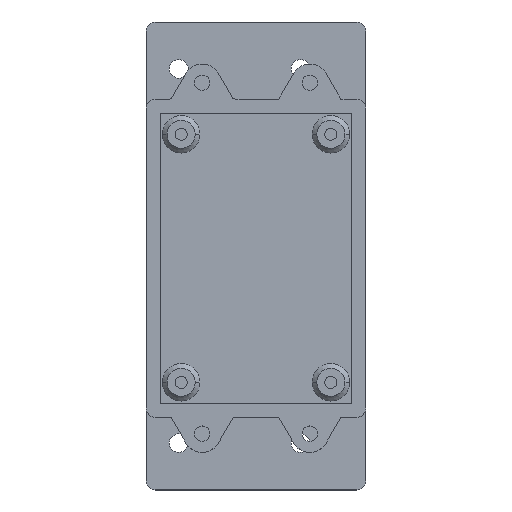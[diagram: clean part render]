
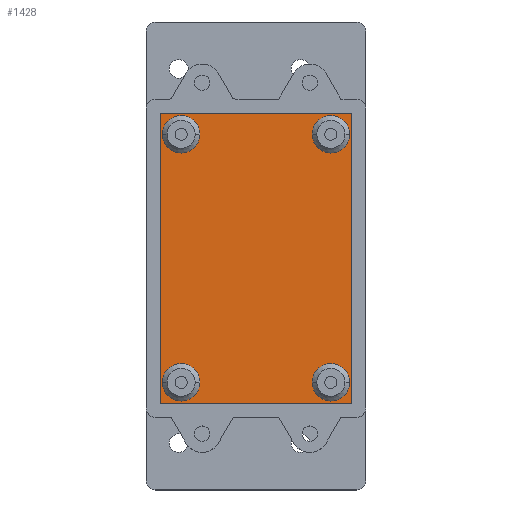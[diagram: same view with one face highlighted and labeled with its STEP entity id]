
A CAD part, top view. The second image highlights one B-rep face of the part: STEP entity #1428.
In plain terms, the highlighted planar face has unit normal (0, 0, 1).
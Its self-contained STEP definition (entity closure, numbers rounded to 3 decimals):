
#10 = VERTEX_POINT ( 'NONE', #1755 ) ;
#79 = ORIENTED_EDGE ( 'NONE', *, *, #1881, .T. ) ;
#110 = AXIS2_PLACEMENT_3D ( 'NONE', #152, #2364, #1859 ) ;
#117 = DIRECTION ( 'NONE',  ( -1., 0., 0. ) ) ;
#137 = ORIENTED_EDGE ( 'NONE', *, *, #1467, .T. ) ;
#152 = CARTESIAN_POINT ( 'NONE',  ( 19.5, 26.003, 2. ) ) ;
#228 = ORIENTED_EDGE ( 'NONE', *, *, #406, .T. ) ;
#296 = DIRECTION ( 'NONE',  ( -1., 0., 0. ) ) ;
#313 = CARTESIAN_POINT ( 'NONE',  ( -17., -31.497, 2. ) ) ;
#316 = AXIS2_PLACEMENT_3D ( 'NONE', #2331, #2398, #1771 ) ;
#326 = AXIS2_PLACEMENT_3D ( 'NONE', #2888, #388, #672 ) ;
#329 = EDGE_CURVE ( 'NONE', #2817, #999, #1600, .T. ) ;
#330 = CARTESIAN_POINT ( 'NONE',  ( -17., -31.497, 2. ) ) ;
#334 = LINE ( 'NONE', #313, #1542 ) ;
#349 = EDGE_CURVE ( 'NONE', #1460, #1667, #1901, .T. ) ;
#381 = DIRECTION ( 'NONE',  ( 0., 0., -1. ) ) ;
#388 = DIRECTION ( 'NONE',  ( 0., 0., -1. ) ) ;
#390 = FACE_BOUND ( 'NONE', #827, .T. ) ;
#406 = EDGE_CURVE ( 'NONE', #744, #3419, #1481, .T. ) ;
#423 = VERTEX_POINT ( 'NONE', #330 ) ;
#454 = EDGE_CURVE ( 'NONE', #1213, #10, #721, .T. ) ;
#458 = ORIENTED_EDGE ( 'NONE', *, *, #454, .T. ) ;
#501 = AXIS2_PLACEMENT_3D ( 'NONE', #3481, #3208, #117 ) ;
#520 = DIRECTION ( 'NONE',  ( -1., 0., 0. ) ) ;
#521 = EDGE_CURVE ( 'NONE', #1667, #1460, #3288, .T. ) ;
#595 = FACE_BOUND ( 'NONE', #2322, .T. ) ;
#654 = DIRECTION ( 'NONE',  ( 0., 1., 0. ) ) ;
#656 = FACE_BOUND ( 'NONE', #1512, .T. ) ;
#672 = DIRECTION ( 'NONE',  ( -1., 0., 0. ) ) ;
#680 = VERTEX_POINT ( 'NONE', #3283 ) ;
#721 = CIRCLE ( 'NONE', #1191, 4. ) ;
#723 = DIRECTION ( 'NONE',  ( -1., 0., 0. ) ) ;
#744 = VERTEX_POINT ( 'NONE', #1894 ) ;
#747 = ORIENTED_EDGE ( 'NONE', *, *, #3355, .T. ) ;
#770 = CARTESIAN_POINT ( 'NONE',  ( -12.5, -26.997, 2. ) ) ;
#776 = EDGE_CURVE ( 'NONE', #2372, #797, #2768, .T. ) ;
#797 = VERTEX_POINT ( 'NONE', #2510 ) ;
#827 = EDGE_LOOP ( 'NONE', ( #2543, #1488 ) ) ;
#861 = PLANE ( 'NONE',  #316 ) ;
#866 = AXIS2_PLACEMENT_3D ( 'NONE', #1967, #1649, #520 ) ;
#913 = CARTESIAN_POINT ( 'NONE',  ( 24., 30.503, 2. ) ) ;
#973 = VECTOR ( 'NONE', #654, 1000. ) ;
#999 = VERTEX_POINT ( 'NONE', #2287 ) ;
#1014 = DIRECTION ( 'NONE',  ( 0., 0., -1. ) ) ;
#1088 = EDGE_LOOP ( 'NONE', ( #3580, #79 ) ) ;
#1105 = ORIENTED_EDGE ( 'NONE', *, *, #521, .T. ) ;
#1187 = DIRECTION ( 'NONE',  ( 1., 0., 0. ) ) ;
#1189 = CARTESIAN_POINT ( 'NONE',  ( -16.5, -26.997, 2. ) ) ;
#1191 = AXIS2_PLACEMENT_3D ( 'NONE', #3575, #1014, #723 ) ;
#1213 = VERTEX_POINT ( 'NONE', #1589 ) ;
#1296 = CIRCLE ( 'NONE', #2779, 4. ) ;
#1321 = EDGE_CURVE ( 'NONE', #10, #1213, #2141, .T. ) ;
#1382 = EDGE_CURVE ( 'NONE', #680, #423, #3120, .T. ) ;
#1428 = ADVANCED_FACE ( 'NONE', ( #1735, #390, #656, #595, #2876 ), #861, .F. ) ;
#1460 = VERTEX_POINT ( 'NONE', #2674 ) ;
#1467 = EDGE_CURVE ( 'NONE', #423, #744, #334, .T. ) ;
#1476 = ORIENTED_EDGE ( 'NONE', *, *, #349, .T. ) ;
#1478 = CARTESIAN_POINT ( 'NONE',  ( 15.5, -26.997, 2. ) ) ;
#1481 = LINE ( 'NONE', #913, #973 ) ;
#1485 = CARTESIAN_POINT ( 'NONE',  ( -17., 30.503, 2. ) ) ;
#1488 = ORIENTED_EDGE ( 'NONE', *, *, #2134, .T. ) ;
#1512 = EDGE_LOOP ( 'NONE', ( #2244, #458 ) ) ;
#1542 = VECTOR ( 'NONE', #1187, 1000. ) ;
#1589 = CARTESIAN_POINT ( 'NONE',  ( -8.5, 26.003, 2. ) ) ;
#1600 = CIRCLE ( 'NONE', #501, 4. ) ;
#1608 = CARTESIAN_POINT ( 'NONE',  ( -12.5, 26.003, 2. ) ) ;
#1612 = DIRECTION ( 'NONE',  ( -1., 0., 0. ) ) ;
#1649 = DIRECTION ( 'NONE',  ( 0., 0., -1. ) ) ;
#1667 = VERTEX_POINT ( 'NONE', #2029 ) ;
#1735 = FACE_BOUND ( 'NONE', #1088, .T. ) ;
#1755 = CARTESIAN_POINT ( 'NONE',  ( -16.5, 26.003, 2. ) ) ;
#1771 = DIRECTION ( 'NONE',  ( -1., 0., 0. ) ) ;
#1848 = CARTESIAN_POINT ( 'NONE',  ( -17., 30.503, 2. ) ) ;
#1859 = DIRECTION ( 'NONE',  ( -1., 0., 0. ) ) ;
#1867 = DIRECTION ( 'NONE',  ( -1., 0., 0. ) ) ;
#1881 = EDGE_CURVE ( 'NONE', #999, #2817, #1296, .T. ) ;
#1894 = CARTESIAN_POINT ( 'NONE',  ( 24., -31.497, 2. ) ) ;
#1897 = AXIS2_PLACEMENT_3D ( 'NONE', #1608, #3639, #296 ) ;
#1901 = CIRCLE ( 'NONE', #326, 4. ) ;
#1941 = AXIS2_PLACEMENT_3D ( 'NONE', #770, #2690, #1612 ) ;
#1967 = CARTESIAN_POINT ( 'NONE',  ( -12.5, -26.997, 2. ) ) ;
#2029 = CARTESIAN_POINT ( 'NONE',  ( 23.5, 26.003, 2. ) ) ;
#2033 = DIRECTION ( 'NONE',  ( 0., -1., 0. ) ) ;
#2134 = EDGE_CURVE ( 'NONE', #797, #2372, #2575, .T. ) ;
#2141 = CIRCLE ( 'NONE', #1897, 4. ) ;
#2244 = ORIENTED_EDGE ( 'NONE', *, *, #1321, .T. ) ;
#2287 = CARTESIAN_POINT ( 'NONE',  ( 23.5, -26.997, 2. ) ) ;
#2322 = EDGE_LOOP ( 'NONE', ( #1476, #1105 ) ) ;
#2331 = CARTESIAN_POINT ( 'NONE',  ( 0., 0., 2. ) ) ;
#2364 = DIRECTION ( 'NONE',  ( 0., 0., -1. ) ) ;
#2372 = VERTEX_POINT ( 'NONE', #1189 ) ;
#2398 = DIRECTION ( 'NONE',  ( 0., 0., -1. ) ) ;
#2510 = CARTESIAN_POINT ( 'NONE',  ( -8.5, -26.997, 2. ) ) ;
#2543 = ORIENTED_EDGE ( 'NONE', *, *, #776, .T. ) ;
#2575 = CIRCLE ( 'NONE', #866, 4. ) ;
#2581 = ORIENTED_EDGE ( 'NONE', *, *, #1382, .T. ) ;
#2607 = DIRECTION ( 'NONE',  ( -1., 0., 0. ) ) ;
#2613 = VECTOR ( 'NONE', #2033, 1000. ) ;
#2674 = CARTESIAN_POINT ( 'NONE',  ( 15.5, 26.003, 2. ) ) ;
#2677 = EDGE_LOOP ( 'NONE', ( #137, #228, #747, #2581 ) ) ;
#2690 = DIRECTION ( 'NONE',  ( 0., 0., -1. ) ) ;
#2768 = CIRCLE ( 'NONE', #1941, 4. ) ;
#2779 = AXIS2_PLACEMENT_3D ( 'NONE', #3439, #381, #2607 ) ;
#2817 = VERTEX_POINT ( 'NONE', #1478 ) ;
#2876 = FACE_OUTER_BOUND ( 'NONE', #2677, .T. ) ;
#2888 = CARTESIAN_POINT ( 'NONE',  ( 19.5, 26.003, 2. ) ) ;
#3057 = CARTESIAN_POINT ( 'NONE',  ( 24., 30.503, 2. ) ) ;
#3094 = VECTOR ( 'NONE', #1867, 1000. ) ;
#3120 = LINE ( 'NONE', #1485, #2613 ) ;
#3208 = DIRECTION ( 'NONE',  ( 0., 0., -1. ) ) ;
#3283 = CARTESIAN_POINT ( 'NONE',  ( -17., 30.503, 2. ) ) ;
#3288 = CIRCLE ( 'NONE', #110, 4. ) ;
#3311 = LINE ( 'NONE', #1848, #3094 ) ;
#3355 = EDGE_CURVE ( 'NONE', #3419, #680, #3311, .T. ) ;
#3419 = VERTEX_POINT ( 'NONE', #3057 ) ;
#3439 = CARTESIAN_POINT ( 'NONE',  ( 19.5, -26.997, 2. ) ) ;
#3481 = CARTESIAN_POINT ( 'NONE',  ( 19.5, -26.997, 2. ) ) ;
#3575 = CARTESIAN_POINT ( 'NONE',  ( -12.5, 26.003, 2. ) ) ;
#3580 = ORIENTED_EDGE ( 'NONE', *, *, #329, .T. ) ;
#3639 = DIRECTION ( 'NONE',  ( 0., 0., -1. ) ) ;
